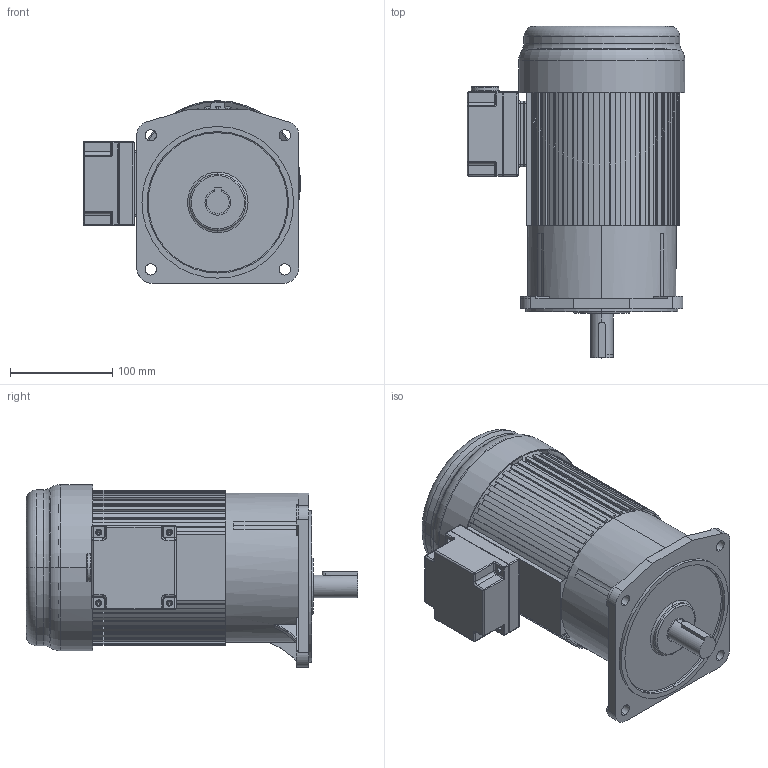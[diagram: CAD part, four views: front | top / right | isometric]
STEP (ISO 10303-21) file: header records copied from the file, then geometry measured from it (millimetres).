
FILE_DESCRIPTION((''),'2;1');
FILE_NAME('ASM0002_ASM','2022-03-12T',('gkkg'),(''),'PRO/ENGINEER BY PARAMETRIC TECHNOLOGY CORPORATION, 2010280','PRO/ENGINEER BY PARAMETRIC TECHNOLOGY CORPORATION, 2010280','');
FILE_SCHEMA(('CONFIG_CONTROL_DESIGN'));
Products named in the file (10): GV22; PRT0001; PRT0002; PRT0003; PRT0004; ASM0003_ASM_ASM; PRT0005; ASM0002_ASM_ASM; 82-82__ASM; ASM0002_ASM
Assembly tree (9 placements, depth 5):
  ASM0002_ASM
    GV22
    PRT0001
    PRT0002
    PRT0003
    82-82__ASM
      ASM0002_ASM_ASM
        ASM0003_ASM_ASM
          PRT0004
        PRT0005
Bounding box: 212.3 x 323.8 x 178.17 mm (x, y, z)
Volume: 1481293.4 mm3; surface area: 596419.2 mm2
Topology: 6 solids, 10 shells, 2703 faces, 7407 edges, 4792 vertices
Faces by surface type: plane 1651, cylinder 671, torus 255, bspline 100, cone 20, sphere 6
Entity records: 91224 total; most frequent: CARTESIAN_POINT 21318, ORIENTED_EDGE 14802, DIRECTION 14394, EDGE_CURVE 7401, VECTOR 5156, LINE 5156, VERTEX_POINT 4792, AXIS2_PLACEMENT_3D 4619
